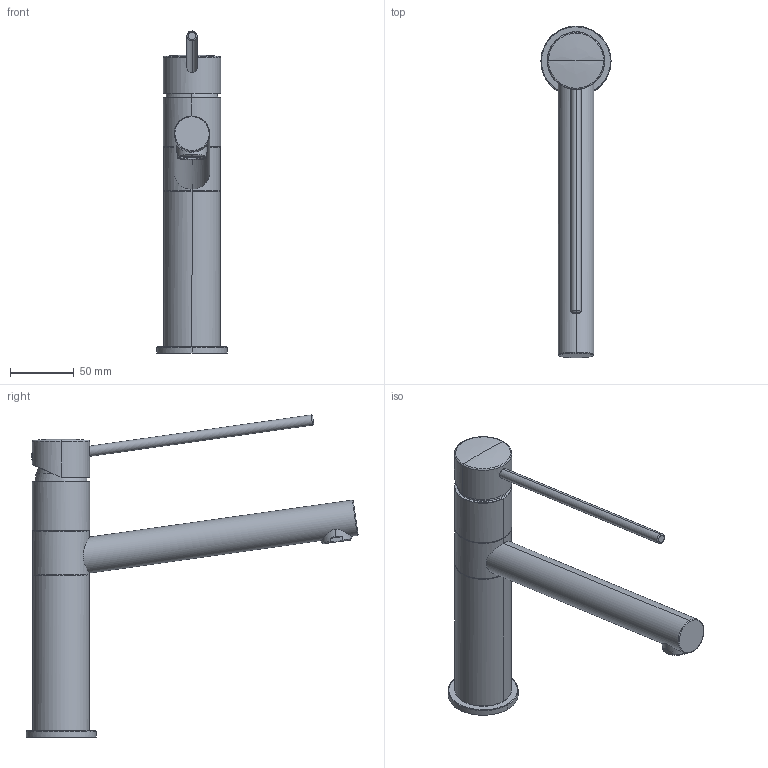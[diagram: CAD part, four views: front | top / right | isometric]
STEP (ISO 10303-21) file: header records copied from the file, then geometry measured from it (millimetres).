
FILE_DESCRIPTION(/* description */ (''),/* implementation_level */ '2;1');
FILE_NAME(/* name */ 'STEP - Mizu Drift Sink Mixer Extended Lever',/* time_stamp */ '2026-01-15T15:12:26+11:00',/* author */ (''),/* organization */ (''),/* preprocessor_version */ 'ST-DEVELOPER v16.5',/* originating_system */ 'Rhino 7.38',/* authorisation */ '');
FILE_SCHEMA (('CONFIG_CONTROL_DESIGN'));
Length unit declared in the file: millimetre
Products named in the file (23): Document; 164070500REC_ASM; 2020304107261; 2050117916012; 202055390126; 202023390226; 203010830126_1; 203100659901_1; 207010140601_1; 205050420126_1; 205020620102_1; 204011669901_1; Block 05; 208000070601_1; 206060960126_1; 206073440126_1; 207040450701_1; 208002030601_1; 203130222426_ASM_1_ASM; 110870000-CSG_1; 203130100102_1; 206093170126_1; 206094482702_1
Assembly tree (27 placements, depth 4):
  Document
    164070500REC_ASM
      2020304107261
      2050117916012
      202055390126
      202023390226
      203010830126_1
      203100659901_1
      207010140601_1
      205050420126_1
      205020620102_1
      204011669901_1
        Block 05
      208000070601_1  x2
      206060960126_1
      206073440126_1
      207040450701_1  x2
      208002030601_1  x4
      203130222426_ASM_1_ASM
        110870000-CSG_1
        203130100102_1
      206093170126_1
      206094482702_1
Bounding box: 54.99 x 260.7 x 252.93 mm (x, y, z)
Volume: 155682.6 mm3; surface area: 162714.7 mm2
Topology: 23 solids, 41 shells, 2570 faces, 6975 edges, 4561 vertices
Faces by surface type: plane 1218, cylinder 1087, bspline 265
Entity records: 92376 total; most frequent: CARTESIAN_POINT 43900, ORIENTED_EDGE 13758, EDGE_CURVE 6915, B_SPLINE_CURVE_WITH_KNOTS 5033, VERTEX_POINT 4537, EDGE_LOOP 3216, ADVANCED_FACE 2548, FACE_OUTER_BOUND 2548
